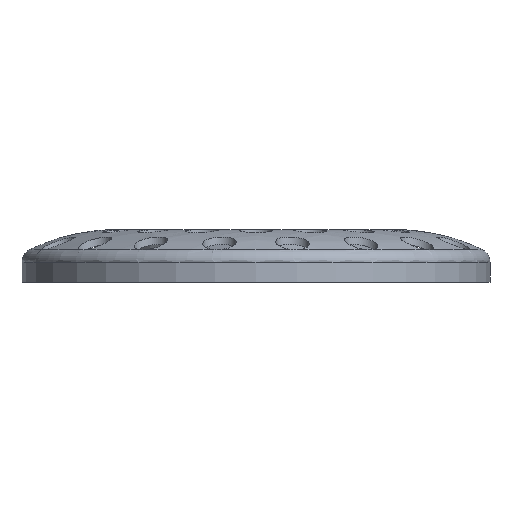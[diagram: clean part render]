
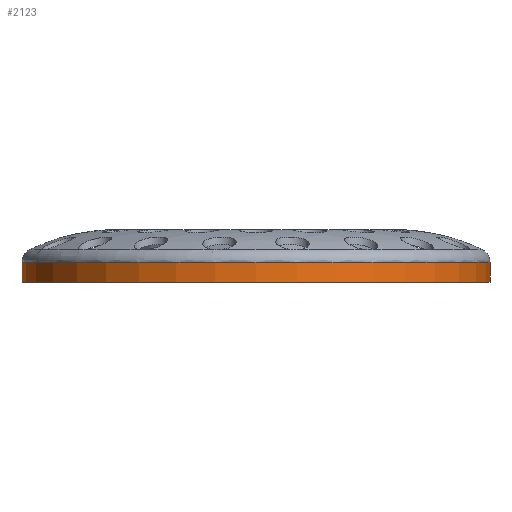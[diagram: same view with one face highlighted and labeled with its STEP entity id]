
A CAD part, front view. The second image highlights one B-rep face of the part: STEP entity #2123.
In plain terms, the highlighted cylindrical face has radius 490 mm (diameter 980 mm), a full revolution.
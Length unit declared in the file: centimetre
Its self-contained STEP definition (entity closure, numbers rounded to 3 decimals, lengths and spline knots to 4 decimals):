
#117=CIRCLE('',#2254,49.);
#119=CIRCLE('',#2256,49.);
#130=CIRCLE('',#2292,49.);
#213=FACE_OUTER_BOUND('',#278,.T.);
#278=EDGE_LOOP('',(#2001,#2002,#2003,#2004,#2005));
#323=LINE('',#7130,#363);
#363=VECTOR('',#2664,49.);
#847=VERTEX_POINT('',#6878);
#848=VERTEX_POINT('',#6879);
#857=VERTEX_POINT('',#7128);
#1188=EDGE_CURVE('',#847,#848,#117,.T.);
#1199=EDGE_CURVE('',#848,#847,#119,.T.);
#1242=EDGE_CURVE('',#857,#857,#130,.T.);
#1243=EDGE_CURVE('',#857,#848,#323,.T.);
#2001=ORIENTED_EDGE('',*,*,#1242,.F.);
#2002=ORIENTED_EDGE('',*,*,#1243,.T.);
#2003=ORIENTED_EDGE('',*,*,#1199,.T.);
#2004=ORIENTED_EDGE('',*,*,#1188,.T.);
#2005=ORIENTED_EDGE('',*,*,#1243,.F.);
#2061=CYLINDRICAL_SURFACE('',#2291,49.);
#2123=ADVANCED_FACE('',(#213),#2061,.T.);
#2254=AXIS2_PLACEMENT_3D('',#6880,#2570,#2571);
#2256=AXIS2_PLACEMENT_3D('',#6940,#2574,#2575);
#2291=AXIS2_PLACEMENT_3D('',#7127,#2660,#2661);
#2292=AXIS2_PLACEMENT_3D('',#7129,#2662,#2663);
#2570=DIRECTION('center_axis',(0.,0.,-1.));
#2571=DIRECTION('ref_axis',(-1.,0.,0.));
#2574=DIRECTION('center_axis',(0.,0.,-1.));
#2575=DIRECTION('ref_axis',(-1.,0.,0.));
#2660=DIRECTION('center_axis',(0.,0.,-1.));
#2661=DIRECTION('ref_axis',(-1.,0.,0.));
#2662=DIRECTION('center_axis',(0.,0.,-1.));
#2663=DIRECTION('ref_axis',(-1.,0.,0.));
#2664=DIRECTION('',(0.,0.,1.));
#6878=CARTESIAN_POINT('',(355.9117,162.4596,-30.8449));
#6879=CARTESIAN_POINT('',(404.9117,211.4596,-30.8449));
#6880=CARTESIAN_POINT('Origin',(355.9117,211.4596,-30.8449));
#6940=CARTESIAN_POINT('Origin',(355.9117,211.4596,-30.8449));
#7127=CARTESIAN_POINT('Origin',(355.9117,211.4596,-32.9333));
#7128=CARTESIAN_POINT('',(404.9117,211.4596,-35.0218));
#7129=CARTESIAN_POINT('Origin',(355.9117,211.4596,-35.0218));
#7130=CARTESIAN_POINT('',(404.9117,211.4596,-32.9333));
